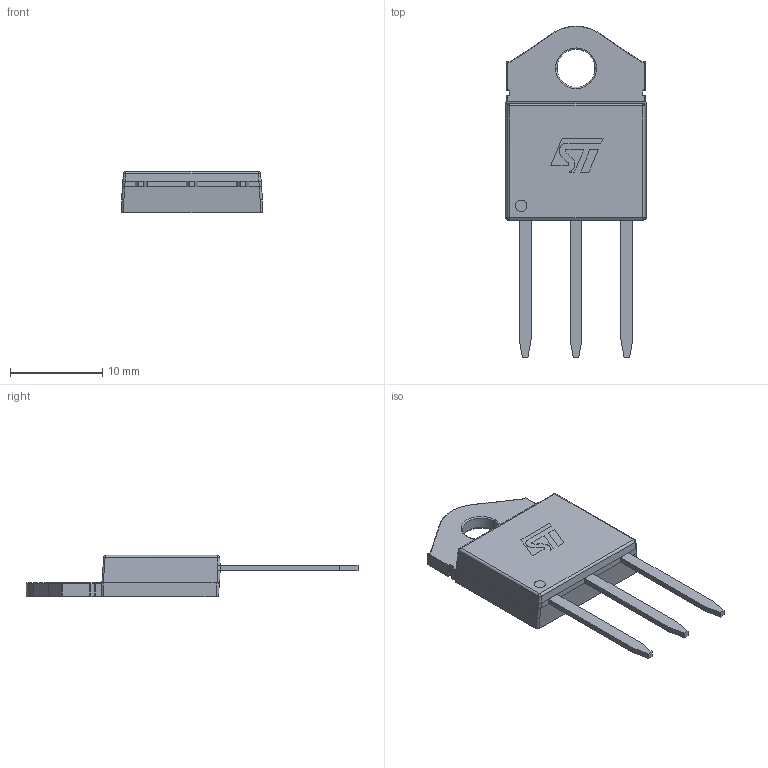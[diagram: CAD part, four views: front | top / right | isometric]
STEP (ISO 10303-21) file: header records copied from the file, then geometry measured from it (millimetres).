
FILE_DESCRIPTION (( 'STEP AP214' ), '1' );
FILE_NAME ('T5035H-8PI.STEP', '2022-10-11T15:16:54', ( '' ), ( '' ), 'SwSTEP 2.0', 'SolidWorks 2022', '' );
FILE_SCHEMA (( 'AUTOMOTIVE_DESIGN' ));
Length unit declared in the file: millimetre
Products named in the file (3): T5035H-8PI; STMicro Logo
Assembly tree (2 placements, depth 2):
  T5035H-8PI
    T5035H-8PI
    STMicro Logo
Bounding box: 15.3 x 36.08 x 4.5 mm (x, y, z)
Volume: 1026.8 mm3; surface area: 1320.5 mm2
Topology: 9 solids, 9 shells, 207 faces, 492 edges, 290 vertices
Faces by surface type: plane 79, cylinder 69, bspline 23, torus 22, sphere 14
Entity records: 7543 total; most frequent: CARTESIAN_POINT 1365, ORIENTED_EDGE 956, DIRECTION 938, EDGE_CURVE 478, AXIS2_PLACEMENT_3D 335, VERTEX_POINT 290, LINE 268, VECTOR 268
